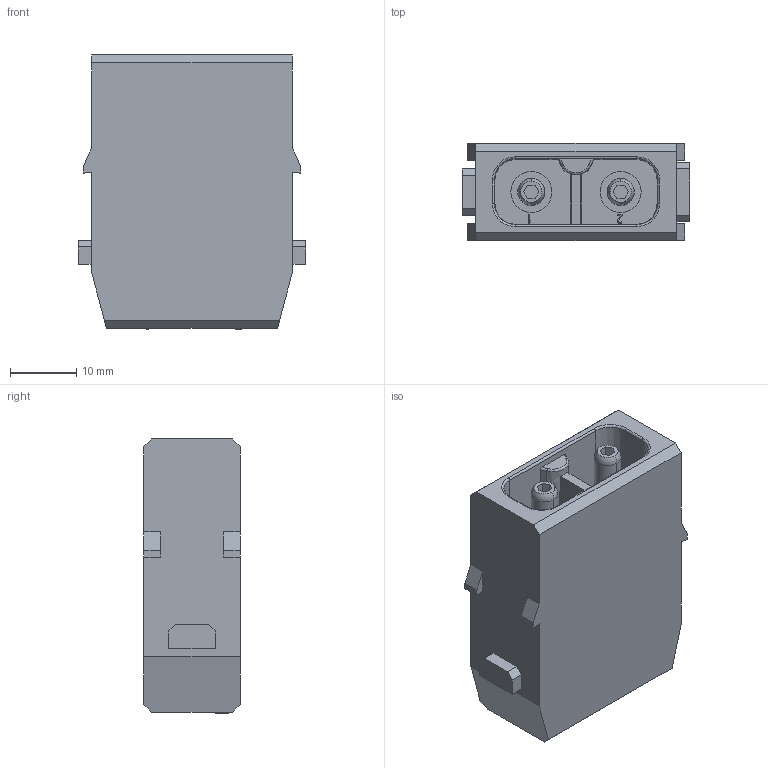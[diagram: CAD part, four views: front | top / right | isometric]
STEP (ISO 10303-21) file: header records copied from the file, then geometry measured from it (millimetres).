
FILE_DESCRIPTION((''),'2;1');
FILE_NAME('3D_1290020110001_HMK-002_1-M_2_','2017-06-07T',('tl.yang'),(''),'PRO/ENGINEER BY PARAMETRIC TECHNOLOGY CORPORATION, 2011500','PRO/ENGINEER BY PARAMETRIC TECHNOLOGY CORPORATION, 2011500','');
FILE_SCHEMA(('CONFIG_CONTROL_DESIGN'));
Length unit declared in the file: millimetre
Products named in the file (1): 3D_1290020110001_HMK-002_1-M_2_
Bounding box: 34.3 x 14.6 x 41.4 mm (x, y, z)
Volume: 14506.6 mm3; surface area: 6981.9 mm2
Topology: 1 solids, 3 shells, 216 faces, 587 edges, 392 vertices
Faces by surface type: plane 160, cylinder 34, torus 13, cone 5, sphere 4
Entity records: 6828 total; most frequent: CARTESIAN_POINT 1207, ORIENTED_EDGE 1166, DIRECTION 1142, EDGE_CURVE 583, VECTOR 448, LINE 448, VERTEX_POINT 392, AXIS2_PLACEMENT_3D 347
